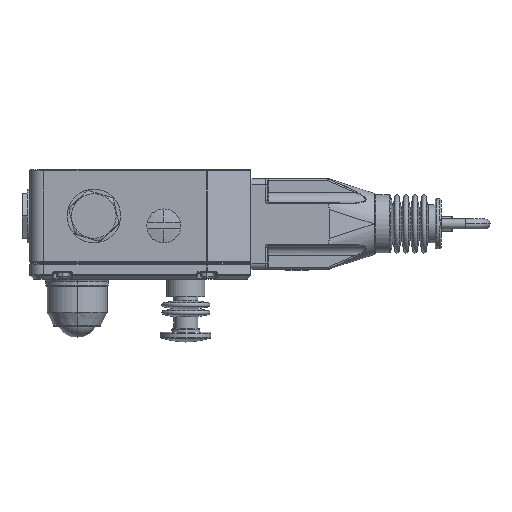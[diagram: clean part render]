
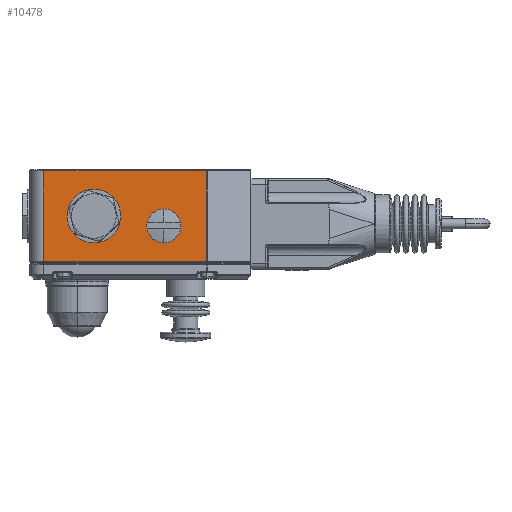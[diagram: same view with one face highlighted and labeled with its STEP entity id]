
A CAD part, left-side view. The second image highlights one B-rep face of the part: STEP entity #10478.
In plain terms, the highlighted planar face has unit normal (-1, 0, 0).
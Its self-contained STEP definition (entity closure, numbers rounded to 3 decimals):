
#2329 = FACE_OUTER_BOUND ( 'NONE', #24980, .T. ) ;
#3307 = EDGE_LOOP ( 'NONE', ( #19479, #12138 ) ) ;
#3385 = CARTESIAN_POINT ( 'NONE',  ( -33.5, 110.5, 27. ) ) ;
#3423 = VECTOR ( 'NONE', #19739, 1000. ) ;
#4740 = EDGE_CURVE ( 'NONE', #15382, #10556, #24940, .T. ) ;
#5039 = CARTESIAN_POINT ( 'NONE',  ( -33.5, 22.137, -18.634 ) ) ;
#5086 = VECTOR ( 'NONE', #28778, 1000. ) ;
#5325 = AXIS2_PLACEMENT_3D ( 'NONE', #19393, #6008, #21623 ) ;
#5617 = DIRECTION ( 'NONE',  ( 0., 0., -1. ) ) ;
#6008 = DIRECTION ( 'NONE',  ( -1., 0., 0. ) ) ;
#6058 = VERTEX_POINT ( 'NONE', #5039 ) ;
#6350 = CARTESIAN_POINT ( 'NONE',  ( -33.5, 22.137, 27. ) ) ;
#7857 = DIRECTION ( 'NONE',  ( 0., -1., 0. ) ) ;
#8516 = EDGE_CURVE ( 'NONE', #10556, #15382, #23448, .T. ) ;
#9082 = EDGE_CURVE ( 'NONE', #12589, #27046, #15362, .T. ) ;
#9447 = VERTEX_POINT ( 'NONE', #10280 ) ;
#9690 = FACE_BOUND ( 'NONE', #16992, .T. ) ;
#10135 = AXIS2_PLACEMENT_3D ( 'NONE', #3385, #18984, #5617 ) ;
#10280 = CARTESIAN_POINT ( 'NONE',  ( -33.5, 103.5, -18.634 ) ) ;
#10478 = ADVANCED_FACE ( 'NONE', ( #14220, #2329, #9690 ), #12161, .F. ) ;
#10556 = VERTEX_POINT ( 'NONE', #23878 ) ;
#11587 = LINE ( 'NONE', #21376, #23441 ) ;
#12138 = ORIENTED_EDGE ( 'NONE', *, *, #4740, .F. ) ;
#12161 = PLANE ( 'NONE',  #10135 ) ;
#12589 = VERTEX_POINT ( 'NONE', #27507 ) ;
#12643 = CARTESIAN_POINT ( 'NONE',  ( -33.5, 43.5, -1. ) ) ;
#12963 = CARTESIAN_POINT ( 'NONE',  ( -33.5, 43.5, -1. ) ) ;
#13237 = CARTESIAN_POINT ( 'NONE',  ( -33.5, 78.5, 4. ) ) ;
#13267 = EDGE_CURVE ( 'NONE', #23746, #14964, #26916, .T. ) ;
#13524 = ORIENTED_EDGE ( 'NONE', *, *, #15529, .T. ) ;
#13831 = CIRCLE ( 'NONE', #22020, 13.4 ) ;
#14220 = FACE_BOUND ( 'NONE', #3307, .T. ) ;
#14918 = DIRECTION ( 'NONE',  ( 0., 0., -1. ) ) ;
#14926 = DIRECTION ( 'NONE',  ( 0., 1., 0. ) ) ;
#14939 = AXIS2_PLACEMENT_3D ( 'NONE', #12643, #28236, #14918 ) ;
#14964 = VERTEX_POINT ( 'NONE', #23871 ) ;
#15227 = DIRECTION ( 'NONE',  ( 0., 0., -1. ) ) ;
#15362 = CIRCLE ( 'NONE', #5325, 13.4 ) ;
#15382 = VERTEX_POINT ( 'NONE', #27604 ) ;
#15469 = DIRECTION ( 'NONE',  ( 0., 0., -1. ) ) ;
#15529 = EDGE_CURVE ( 'NONE', #14964, #9447, #22907, .T. ) ;
#16673 = CARTESIAN_POINT ( 'NONE',  ( -33.5, 78.5, 17.4 ) ) ;
#16992 = EDGE_LOOP ( 'NONE', ( #22827, #21777 ) ) ;
#17259 = ORIENTED_EDGE ( 'NONE', *, *, #20511, .T. ) ;
#17871 = ORIENTED_EDGE ( 'NONE', *, *, #19685, .T. ) ;
#18984 = DIRECTION ( 'NONE',  ( 1., 0., 0. ) ) ;
#19393 = CARTESIAN_POINT ( 'NONE',  ( -33.5, 78.5, 4. ) ) ;
#19479 = ORIENTED_EDGE ( 'NONE', *, *, #8516, .F. ) ;
#19525 = AXIS2_PLACEMENT_3D ( 'NONE', #12963, #28541, #15227 ) ;
#19685 = EDGE_CURVE ( 'NONE', #9447, #6058, #11587, .T. ) ;
#19739 = DIRECTION ( 'NONE',  ( 0., 0., 1. ) ) ;
#20511 = EDGE_CURVE ( 'NONE', #6058, #23746, #26470, .T. ) ;
#20981 = VECTOR ( 'NONE', #14926, 1000. ) ;
#21376 = CARTESIAN_POINT ( 'NONE',  ( -33.5, 110.5, -18.634 ) ) ;
#21478 = ORIENTED_EDGE ( 'NONE', *, *, #13267, .T. ) ;
#21623 = DIRECTION ( 'NONE',  ( 0., 0., -1. ) ) ;
#21662 = EDGE_CURVE ( 'NONE', #27046, #12589, #13831, .T. ) ;
#21777 = ORIENTED_EDGE ( 'NONE', *, *, #21662, .F. ) ;
#22020 = AXIS2_PLACEMENT_3D ( 'NONE', #13237, #28788, #15469 ) ;
#22827 = ORIENTED_EDGE ( 'NONE', *, *, #9082, .F. ) ;
#22907 = LINE ( 'NONE', #26582, #5086 ) ;
#23441 = VECTOR ( 'NONE', #7857, 1000. ) ;
#23448 = CIRCLE ( 'NONE', #19525, 8.5 ) ;
#23746 = VERTEX_POINT ( 'NONE', #24043 ) ;
#23803 = CARTESIAN_POINT ( 'NONE',  ( -33.5, 110.5, 26.5 ) ) ;
#23871 = CARTESIAN_POINT ( 'NONE',  ( -33.5, 103.5, 26.5 ) ) ;
#23878 = CARTESIAN_POINT ( 'NONE',  ( -33.5, 43.5, -9.5 ) ) ;
#24043 = CARTESIAN_POINT ( 'NONE',  ( -33.5, 22.137, 26.5 ) ) ;
#24940 = CIRCLE ( 'NONE', #14939, 8.5 ) ;
#24980 = EDGE_LOOP ( 'NONE', ( #17259, #21478, #13524, #17871 ) ) ;
#26470 = LINE ( 'NONE', #6350, #3423 ) ;
#26582 = CARTESIAN_POINT ( 'NONE',  ( -33.5, 103.5, 27. ) ) ;
#26916 = LINE ( 'NONE', #23803, #20981 ) ;
#27046 = VERTEX_POINT ( 'NONE', #16673 ) ;
#27507 = CARTESIAN_POINT ( 'NONE',  ( -33.5, 78.5, -9.4 ) ) ;
#27604 = CARTESIAN_POINT ( 'NONE',  ( -33.5, 43.5, 7.5 ) ) ;
#28236 = DIRECTION ( 'NONE',  ( -1., 0., 0. ) ) ;
#28541 = DIRECTION ( 'NONE',  ( -1., 0., 0. ) ) ;
#28778 = DIRECTION ( 'NONE',  ( 0., 0., -1. ) ) ;
#28788 = DIRECTION ( 'NONE',  ( -1., 0., 0. ) ) ;
